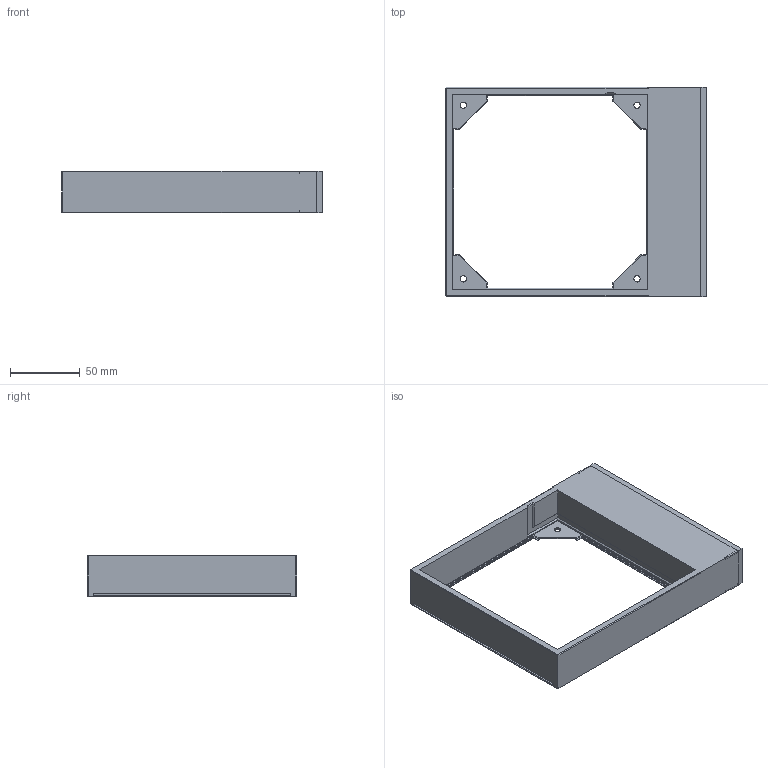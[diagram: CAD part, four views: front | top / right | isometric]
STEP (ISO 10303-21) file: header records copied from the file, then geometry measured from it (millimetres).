
FILE_DESCRIPTION(/* description */ ('STEP AP242','CAx-IF Rec.Pracs.---Representation and Presentation of Product Manufacturing Information (PMI)---4.0---2014-10-13','CAx-IF Rec.Pracs.---3D Tessellated Geometry---0.4---2014-09-14','2;1'),/* implementation_level */ '2;1');
FILE_NAME(/* name */ '685beace72b7505c35d86368',/* time_stamp */ '2025-06-25T12:25:51Z',/* author */ (''),/* organization */ (''),/* preprocessor_version */ 'ST-DEVELOPER v20',/* originating_system */ 'ONSHAPE BY PTC INC, 1.199',/* authorisation */ ' ');
FILE_SCHEMA (('AP242_MANAGED_MODEL_BASED_3D_ENGINEERING_MIM_LF { 1 0 10303 442 1 1 4 }'));
Length unit declared in the file: metre
Products named in the file (2): Part 2; Part 1
Bounding box: 187 x 150 x 30 mm (x, y, z)
Volume: 134583.2 mm3; surface area: 80285.1 mm2
Topology: 2 solids, 2 shells, 347 faces, 857 edges, 532 vertices
Faces by surface type: plane 329, cylinder 18
Full cylindrical faces by diameter (mm): 1.5 x8, 2 x4, 4.5 x4, 5.5 x1, 6 x1
Entity records: 9888 total; most frequent: CARTESIAN_POINT 1710, ORIENTED_EDGE 1668, DIRECTION 1568, EDGE_CURVE 834, LINE 798, VECTOR 798, VERTEX_POINT 527, EDGE_LOOP 409
